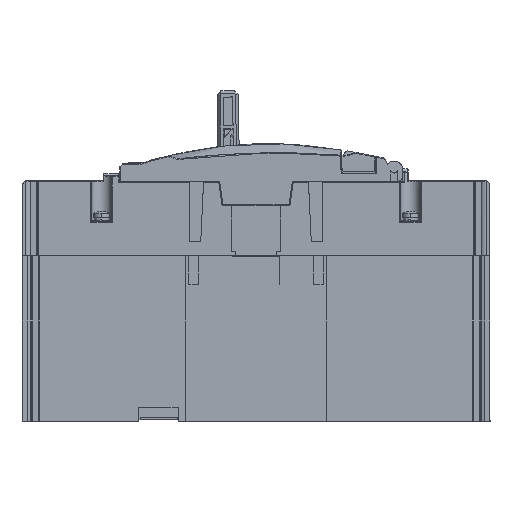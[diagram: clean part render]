
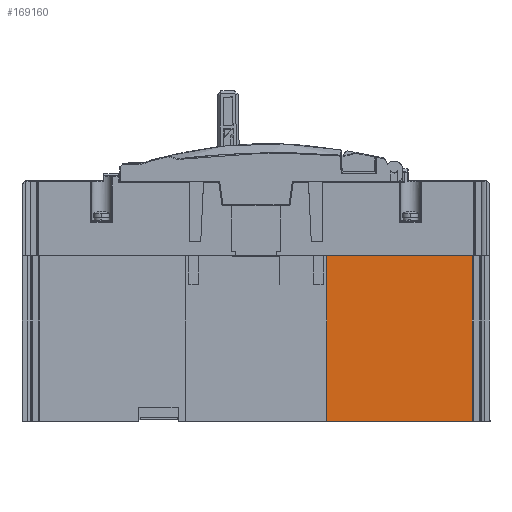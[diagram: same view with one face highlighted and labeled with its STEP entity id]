
A CAD part, left-side view. The second image highlights one B-rep face of the part: STEP entity #169160.
In plain terms, the highlighted face is planar.
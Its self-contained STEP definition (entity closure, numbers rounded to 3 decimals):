
#129 = CARTESIAN_POINT ( 'NONE',  ( 99.2, 12.3, 53.5 ) ) ;
#3589 = CARTESIAN_POINT ( 'NONE',  ( 47.75, -7.2, 53.5 ) ) ;
#9515 = VERTEX_POINT ( 'NONE', #40657 ) ;
#17753 = EDGE_CURVE ( 'NONE', #9515, #64718, #152802, .T. ) ;
#30408 = CARTESIAN_POINT ( 'NONE',  ( 99.2, -46.2, 53.5 ) ) ;
#40657 = CARTESIAN_POINT ( 'NONE',  ( 99.2, -46.2, 53.5 ) ) ;
#41067 = ORIENTED_EDGE ( 'NONE', *, *, #17753, .T. ) ;
#42343 = CARTESIAN_POINT ( 'NONE',  ( 47.75, -26.7, 53.5 ) ) ;
#43820 = EDGE_LOOP ( 'NONE', ( #117491, #102013, #164358, #41067 ) ) ;
#49328 = PLANE ( 'NONE',  #150681 ) ;
#54810 = VERTEX_POINT ( 'NONE', #84859 ) ;
#55969 = CARTESIAN_POINT ( 'NONE',  ( 82.05, 12.3, 53.5 ) ) ;
#56499 = CARTESIAN_POINT ( 'NONE',  ( 64.9, -46.2, 53.5 ) ) ;
#64718 = VERTEX_POINT ( 'NONE', #129 ) ;
#67330 = CARTESIAN_POINT ( 'NONE',  ( 47.75, -46.2, 53.5 ) ) ;
#71332 = EDGE_CURVE ( 'NONE', #54810, #152076, #108924, .T. ) ;
#81038 = B_SPLINE_CURVE_WITH_KNOTS ( 'NONE', 3,
 ( #108041, #56499, #135570, #96847 ),
 .UNSPECIFIED., .F., .F.,
 ( 4, 4 ),
 ( 0., 1. ),
 .UNSPECIFIED. ) ;
#82798 = CARTESIAN_POINT ( 'NONE',  ( 99.2, 12.3, 53.5 ) ) ;
#84859 = CARTESIAN_POINT ( 'NONE',  ( 47.75, 12.3, 53.5 ) ) ;
#88833 = CARTESIAN_POINT ( 'NONE',  ( -60., -46.2, 53.5 ) ) ;
#96847 = CARTESIAN_POINT ( 'NONE',  ( 99.2, -46.2, 53.5 ) ) ;
#102013 = ORIENTED_EDGE ( 'NONE', *, *, #71332, .T. ) ;
#104742 = B_SPLINE_CURVE_WITH_KNOTS ( 'NONE', 3,
 ( #120358, #135029, #55969, #122911 ),
 .UNSPECIFIED., .F., .F.,
 ( 4, 4 ),
 ( 0., 1. ),
 .UNSPECIFIED. ) ;
#108041 = CARTESIAN_POINT ( 'NONE',  ( 47.75, -46.2, 53.5 ) ) ;
#108924 = B_SPLINE_CURVE_WITH_KNOTS ( 'NONE', 3,
 ( #145532, #3589, #42343, #67330 ),
 .UNSPECIFIED., .F., .F.,
 ( 4, 4 ),
 ( 0., 1. ),
 .UNSPECIFIED. ) ;
#110250 = CARTESIAN_POINT ( 'NONE',  ( 99.2, -7.2, 53.5 ) ) ;
#117491 = ORIENTED_EDGE ( 'NONE', *, *, #121054, .F. ) ;
#119155 = EDGE_CURVE ( 'NONE', #152076, #9515, #81038, .T. ) ;
#120358 = CARTESIAN_POINT ( 'NONE',  ( 47.75, 12.3, 53.5 ) ) ;
#121054 = EDGE_CURVE ( 'NONE', #54810, #64718, #104742, .T. ) ;
#122911 = CARTESIAN_POINT ( 'NONE',  ( 99.2, 12.3, 53.5 ) ) ;
#123132 = CARTESIAN_POINT ( 'NONE',  ( 99.2, -26.7, 53.5 ) ) ;
#135029 = CARTESIAN_POINT ( 'NONE',  ( 64.9, 12.3, 53.5 ) ) ;
#135570 = CARTESIAN_POINT ( 'NONE',  ( 82.05, -46.2, 53.5 ) ) ;
#137417 = CARTESIAN_POINT ( 'NONE',  ( 47.75, -46.2, 53.5 ) ) ;
#141280 = DIRECTION ( 'NONE',  ( 1., 0., 0. ) ) ;
#145532 = CARTESIAN_POINT ( 'NONE',  ( 47.75, 12.3, 53.5 ) ) ;
#150681 = AXIS2_PLACEMENT_3D ( 'NONE', #88833, #164547, #141280 ) ;
#152076 = VERTEX_POINT ( 'NONE', #137417 ) ;
#152802 = B_SPLINE_CURVE_WITH_KNOTS ( 'NONE', 3,
 ( #30408, #123132, #110250, #82798 ),
 .UNSPECIFIED., .F., .F.,
 ( 4, 4 ),
 ( 0., 1. ),
 .UNSPECIFIED. ) ;
#164358 = ORIENTED_EDGE ( 'NONE', *, *, #119155, .T. ) ;
#164547 = DIRECTION ( 'NONE',  ( 0., 0., 1. ) ) ;
#167085 = FACE_OUTER_BOUND ( 'NONE', #43820, .T. ) ;
#169160 = ADVANCED_FACE ( 'NONE', ( #167085 ), #49328, .T. ) ;
